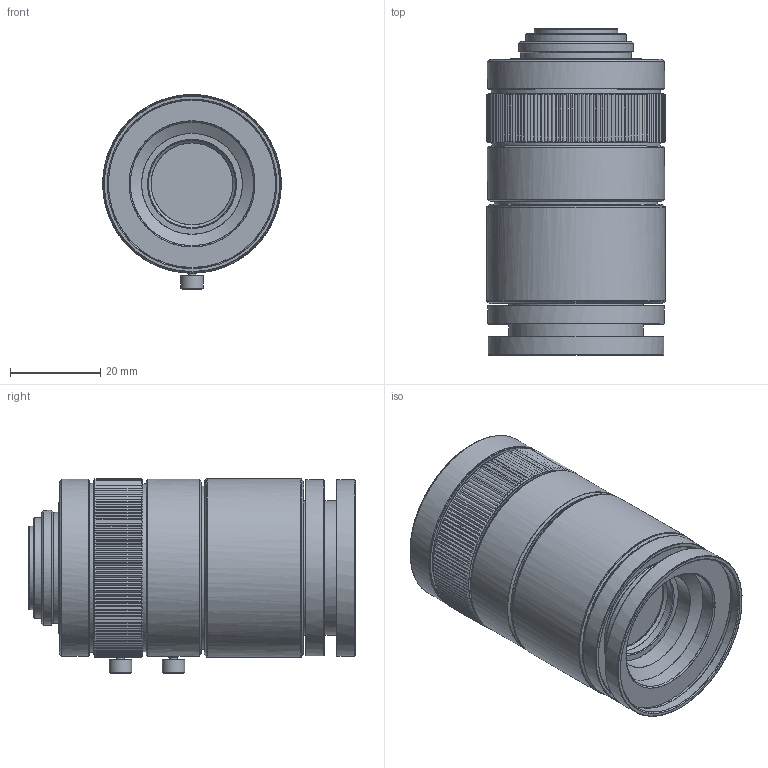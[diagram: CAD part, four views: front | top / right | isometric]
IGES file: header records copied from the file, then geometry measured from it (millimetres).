
Start section: C
Global section: file name: M2518-APVSW2_250718.igs; native system: By Siemens PLM Incorporated; preprocessor: XPlus GENERIC/IGES 24.1.129; author: Author; organization: Title; date: 20250722.141704; units: millimetre
Bounding box: 39.5 x 72.14 x 43.1 mm (x, y, z)
Surface area: 27751.2 mm2 (no closed solid volume)
Topology: 0 solids, 0 shells, 1039 faces, 7581 edges, 7579 vertices
Faces by surface type: bspline 1039
